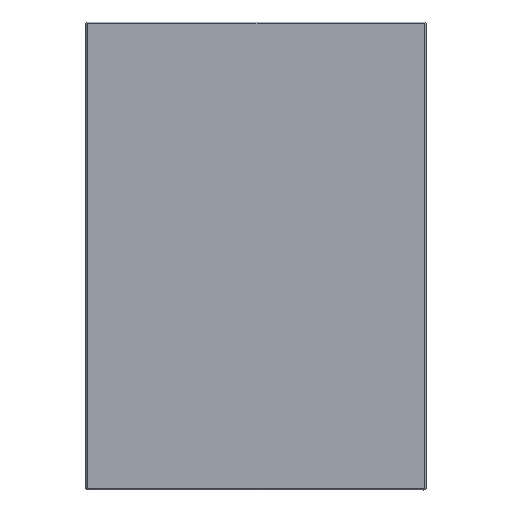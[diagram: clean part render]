
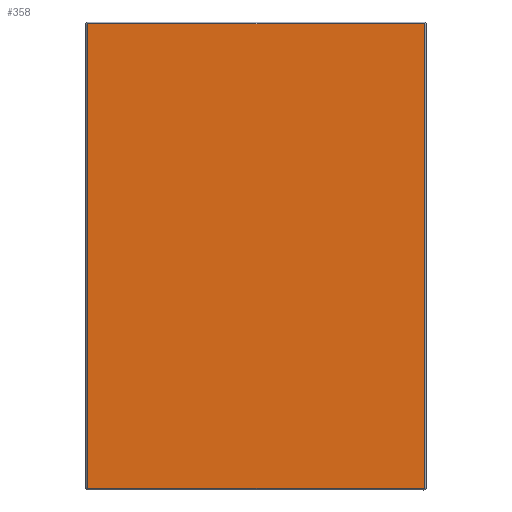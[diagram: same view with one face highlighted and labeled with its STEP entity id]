
A CAD part, top view. The second image highlights one B-rep face of the part: STEP entity #358.
In plain terms, the highlighted planar face has unit normal (0, 0, 1).
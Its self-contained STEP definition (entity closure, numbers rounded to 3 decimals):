
#3 = VERTEX_POINT ( 'NONE', #134 ) ;
#81 = LINE ( 'NONE', #813, #1027 ) ;
#93 = ORIENTED_EDGE ( 'NONE', *, *, #405, .F. ) ;
#100 = AXIS2_PLACEMENT_3D ( 'NONE', #1297, #342, #1266 ) ;
#107 = ORIENTED_EDGE ( 'NONE', *, *, #1233, .T. ) ;
#127 = CARTESIAN_POINT ( 'NONE',  ( -0.157, -152.22, 383.66 ) ) ;
#134 = CARTESIAN_POINT ( 'NONE',  ( 110.602, -151.22, 383.66 ) ) ;
#137 = CIRCLE ( 'NONE', #798, 1. ) ;
#139 = VERTEX_POINT ( 'NONE', #1050 ) ;
#187 = CARTESIAN_POINT ( 'NONE',  ( 110.602, 0.629, 383.66 ) ) ;
#199 = EDGE_CURVE ( 'NONE', #388, #139, #81, .T. ) ;
#205 = LINE ( 'NONE', #127, #480 ) ;
#211 = DIRECTION ( 'NONE',  ( 1., 0., 0. ) ) ;
#217 = ORIENTED_EDGE ( 'NONE', *, *, #610, .F. ) ;
#227 = PLANE ( 'NONE',  #100 ) ;
#231 = DIRECTION ( 'NONE',  ( 0., 0., -1. ) ) ;
#249 = EDGE_CURVE ( 'NONE', #1365, #1017, #982, .T. ) ;
#255 = CARTESIAN_POINT ( 'NONE',  ( 109.602, -152.22, 383.66 ) ) ;
#307 = DIRECTION ( 'NONE',  ( 0., 0., -1. ) ) ;
#313 = FACE_OUTER_BOUND ( 'NONE', #1206, .T. ) ;
#325 = CARTESIAN_POINT ( 'NONE',  ( 109.602, 152.22, 383.66 ) ) ;
#335 = DIRECTION ( 'NONE',  ( 0., -1., 0. ) ) ;
#336 = ORIENTED_EDGE ( 'NONE', *, *, #1321, .F. ) ;
#342 = DIRECTION ( 'NONE',  ( 0., 0., 1. ) ) ;
#358 = ADVANCED_FACE ( 'NONE', ( #313 ), #227, .T. ) ;
#365 = CARTESIAN_POINT ( 'NONE',  ( -109.602, -152.22, 383.66 ) ) ;
#388 = VERTEX_POINT ( 'NONE', #325 ) ;
#405 = EDGE_CURVE ( 'NONE', #3, #962, #1349, .T. ) ;
#480 = VECTOR ( 'NONE', #211, 1000. ) ;
#607 = DIRECTION ( 'NONE',  ( 0., 0., -1. ) ) ;
#610 = EDGE_CURVE ( 'NONE', #1365, #139, #825, .T. ) ;
#621 = CARTESIAN_POINT ( 'NONE',  ( 110.602, 151.22, 383.66 ) ) ;
#628 = DIRECTION ( 'NONE',  ( 0., 1., 0. ) ) ;
#664 = ORIENTED_EDGE ( 'NONE', *, *, #1177, .T. ) ;
#667 = CARTESIAN_POINT ( 'NONE',  ( 109.602, -151.22, 383.66 ) ) ;
#671 = DIRECTION ( 'NONE',  ( -1., 0., 0. ) ) ;
#767 = CARTESIAN_POINT ( 'NONE',  ( -110.602, 151.22, 383.66 ) ) ;
#770 = EDGE_CURVE ( 'NONE', #977, #1017, #1251, .T. ) ;
#776 = CARTESIAN_POINT ( 'NONE',  ( 109.602, 151.22, 383.66 ) ) ;
#780 = DIRECTION ( 'NONE',  ( 0., 0., -1. ) ) ;
#786 = CARTESIAN_POINT ( 'NONE',  ( -110.602, -151.22, 383.66 ) ) ;
#798 = AXIS2_PLACEMENT_3D ( 'NONE', #776, #231, #671 ) ;
#813 = CARTESIAN_POINT ( 'NONE',  ( -0.157, 152.22, 383.66 ) ) ;
#825 = CIRCLE ( 'NONE', #1028, 1. ) ;
#847 = ORIENTED_EDGE ( 'NONE', *, *, #199, .T. ) ;
#881 = VECTOR ( 'NONE', #1032, 1000. ) ;
#893 = DIRECTION ( 'NONE',  ( -1., 0., 0. ) ) ;
#896 = ORIENTED_EDGE ( 'NONE', *, *, #249, .T. ) ;
#942 = CARTESIAN_POINT ( 'NONE',  ( -109.602, 151.22, 383.66 ) ) ;
#962 = VERTEX_POINT ( 'NONE', #255 ) ;
#963 = VECTOR ( 'NONE', #335, 1000. ) ;
#977 = VERTEX_POINT ( 'NONE', #365 ) ;
#982 = LINE ( 'NONE', #1085, #963 ) ;
#1017 = VERTEX_POINT ( 'NONE', #786 ) ;
#1027 = VECTOR ( 'NONE', #1029, 1000. ) ;
#1028 = AXIS2_PLACEMENT_3D ( 'NONE', #942, #607, #1144 ) ;
#1029 = DIRECTION ( 'NONE',  ( -1., 0., 0. ) ) ;
#1032 = DIRECTION ( 'NONE',  ( 0., 1., 0. ) ) ;
#1050 = CARTESIAN_POINT ( 'NONE',  ( -109.602, 152.22, 383.66 ) ) ;
#1085 = CARTESIAN_POINT ( 'NONE',  ( -110.602, 0.629, 383.66 ) ) ;
#1132 = LINE ( 'NONE', #187, #881 ) ;
#1143 = ORIENTED_EDGE ( 'NONE', *, *, #770, .F. ) ;
#1144 = DIRECTION ( 'NONE',  ( 0., 1., 0. ) ) ;
#1177 = EDGE_CURVE ( 'NONE', #3, #1226, #1132, .T. ) ;
#1206 = EDGE_LOOP ( 'NONE', ( #336, #847, #217, #896, #1143, #107, #93, #664 ) ) ;
#1226 = VERTEX_POINT ( 'NONE', #621 ) ;
#1233 = EDGE_CURVE ( 'NONE', #977, #962, #205, .T. ) ;
#1251 = CIRCLE ( 'NONE', #1363, 1. ) ;
#1255 = CARTESIAN_POINT ( 'NONE',  ( -109.602, -151.22, 383.66 ) ) ;
#1266 = DIRECTION ( 'NONE',  ( 1., 0., 0. ) ) ;
#1297 = CARTESIAN_POINT ( 'NONE',  ( -0.157, 0.629, 383.66 ) ) ;
#1315 = AXIS2_PLACEMENT_3D ( 'NONE', #667, #780, #893 ) ;
#1321 = EDGE_CURVE ( 'NONE', #388, #1226, #137, .T. ) ;
#1349 = CIRCLE ( 'NONE', #1315, 1. ) ;
#1363 = AXIS2_PLACEMENT_3D ( 'NONE', #1255, #307, #628 ) ;
#1365 = VERTEX_POINT ( 'NONE', #767 ) ;
